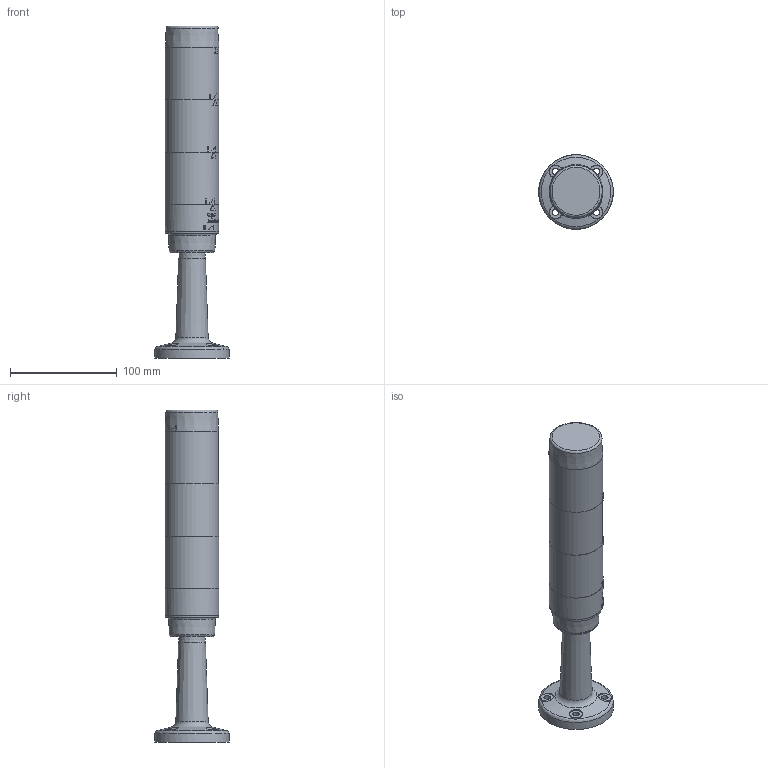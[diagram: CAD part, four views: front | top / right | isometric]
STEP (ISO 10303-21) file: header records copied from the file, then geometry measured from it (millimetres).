
FILE_DESCRIPTION(/* description */ (''),/* implementation_level */ '2;1');
FILE_NAME(/* name */ 'CT5-Q01_AuerSignal.stp',/* time_stamp */ '2021-08-17T09:04:52+02:00',/* author */ (''),/* organization */ (''),/* preprocessor_version */ 'ST-DEVELOPER v16',/* originating_system */ 'SIEMENS PLM Software NX 10.0',/* authorisation */ '');
FILE_SCHEMA (('AUTOMOTIVE_DESIGN { 1 0 10303 214 3 1 1 1 }'));
Length unit declared in the file: millimetre
Products named in the file (1): CT5-Q01_AuerSignal
Bounding box: 69.73 x 69.73 x 310.45 mm (x, y, z)
Volume: 281542.4 mm3; surface area: 97879.6 mm2
Topology: 5 solids, 6 shells, 153 faces, 426 edges, 325 vertices
Faces by surface type: plane 48, cylinder 46, cone 27, bspline 27, torus 5
Full cylindrical faces by diameter (mm): 15 x1, 47 x3, 47.3 x2, 47.5 x1, 50 x4
Entity records: 6432 total; most frequent: CARTESIAN_POINT 2490, ORIENTED_EDGE 734, DIRECTION 589, EDGE_CURVE 367, VERTEX_POINT 300, AXIS2_PLACEMENT_3D 256, EDGE_LOOP 235, B_SPLINE_CURVE_WITH_KNOTS 161
